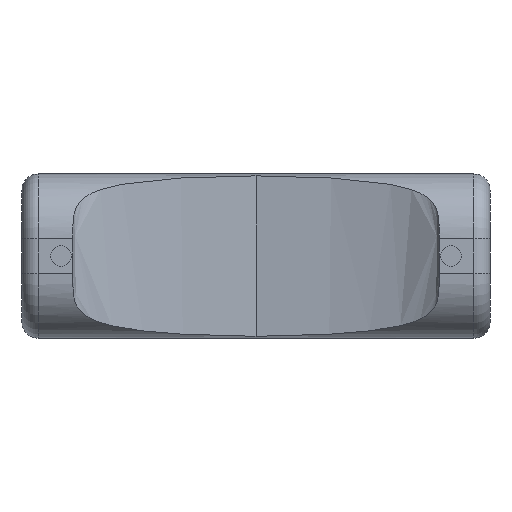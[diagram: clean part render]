
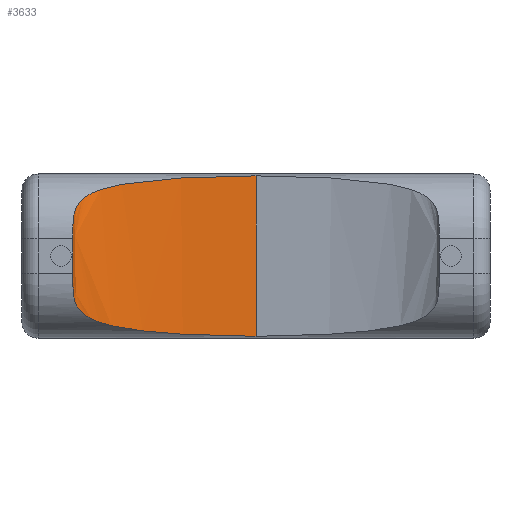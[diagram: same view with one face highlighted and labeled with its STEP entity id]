
A CAD part, front view. The second image highlights one B-rep face of the part: STEP entity #3633.
In plain terms, the highlighted free-form (B-spline) face has degree [3, 1] with [4, 2] control points.
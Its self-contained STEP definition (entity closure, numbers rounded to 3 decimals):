
#9 = CARTESIAN_POINT ( 'NONE',  ( 4.349, 1.217, 0.154 ) ) ;
#34 = CARTESIAN_POINT ( 'NONE',  ( 1.571, 0.016, 1.706 ) ) ;
#55 = ORIENTED_EDGE ( 'NONE', *, *, #2810, .F. ) ;
#58 = CARTESIAN_POINT ( 'NONE',  ( 1.573, 0., 2. ) ) ;
#230 = CARTESIAN_POINT ( 'NONE',  ( 7.24, 1.52, 5.022 ) ) ;
#254 = CARTESIAN_POINT ( 'NONE',  ( 1.679, 0.25, 4.051 ) ) ;
#288 = CARTESIAN_POINT ( 'NONE',  ( 7.24, 1.52, 0.058 ) ) ;
#290 = CARTESIAN_POINT ( 'NONE',  ( 4.917, 1.312, 4.959 ) ) ;
#310 = CARTESIAN_POINT ( 'NONE',  ( 6.656, 1.5, 5.017 ) ) ;
#350 = CARTESIAN_POINT ( 'NONE',  ( 1.573, 0., 1.852 ) ) ;
#398 = CARTESIAN_POINT ( 'NONE',  ( 1.573, 0., 3.08 ) ) ;
#412 = CARTESIAN_POINT ( 'NONE',  ( 1.742, 0.321, 0.907 ) ) ;
#419 = EDGE_LOOP ( 'NONE', ( #3494, #1113, #787, #55 ) ) ;
#435 = CARTESIAN_POINT ( 'NONE',  ( 2.411, 0.692, 0.486 ) ) ;
#478 = CARTESIAN_POINT ( 'NONE',  ( 5.376, 1.499, 0.029 ) ) ;
#543 = FACE_OUTER_BOUND ( 'NONE', #419, .T. ) ;
#573 = CARTESIAN_POINT ( 'NONE',  ( 1.582, 0.08, 3.66 ) ) ;
#631 = CARTESIAN_POINT ( 'NONE',  ( 6.948, 1.517, 5.021 ) ) ;
#680 = CARTESIAN_POINT ( 'NONE',  ( 5.787, 1.422, 0.085 ) ) ;
#720 = CARTESIAN_POINT ( 'NONE',  ( 6.657, 1.5, 0.063 ) ) ;
#776 = CARTESIAN_POINT ( 'NONE',  ( 7.24, 1.52, 5.051 ) ) ;
#787 = ORIENTED_EDGE ( 'NONE', *, *, #1194, .T. ) ;
#850 = VERTEX_POINT ( 'NONE', #398 ) ;
#1010 = DIRECTION ( 'NONE',  ( 0., 0., 1. ) ) ;
#1015 = B_SPLINE_CURVE_WITH_KNOTS ( 'NONE', 3,
 ( #230, #631, #310, #1646, #3886, #290, #3862, #2535, #2261, #3910, #2575, #1322, #1238, #3188, #2220, #254, #2920, #1974, #573, #3538, #4247, #3843 ),
 .UNSPECIFIED., .F., .F.,
 ( 4, 2, 2, 2, 2, 2, 2, 2, 2, 2, 4 ),
 ( 0., 0.001, 0.002, 0.003, 0.004, 0.005, 0.006, 0.006, 0.006, 0.007, 0.007 ),
 .UNSPECIFIED. ) ;
#1056 = CARTESIAN_POINT ( 'NONE',  ( 6.077, 1.453, 0.076 ) ) ;
#1084 = CARTESIAN_POINT ( 'NONE',  ( 2.675, 0.789, 0.407 ) ) ;
#1113 = ORIENTED_EDGE ( 'NONE', *, *, #1273, .T. ) ;
#1179 = VERTEX_POINT ( 'NONE', #4054 ) ;
#1194 = EDGE_CURVE ( 'NONE', #3861, #850, #1015, .T. ) ;
#1238 = CARTESIAN_POINT ( 'NONE',  ( 1.922, 0.454, 4.354 ) ) ;
#1258 = B_SPLINE_SURFACE_WITH_KNOTS ( 'NONE', 3, 1, ( 
 ( #3464, #776 ),
 ( #478, #2893 ),
 ( #3877, #1900 ),
 ( #4173, #2611 ) ),
 .UNSPECIFIED., .F., .F., .F.,
 ( 4, 4 ),
 ( 2, 2 ),
 ( 0., 1. ),
 ( 0., 1. ),
 .UNSPECIFIED. ) ;
#1273 = EDGE_CURVE ( 'NONE', #2683, #3861, #1563, .T. ) ;
#1322 = CARTESIAN_POINT ( 'NONE',  ( 2.035, 0.519, 4.426 ) ) ;
#1368 = CARTESIAN_POINT ( 'NONE',  ( 3.504, 1.029, 0.25 ) ) ;
#1392 = CARTESIAN_POINT ( 'NONE',  ( 2.04, 0.522, 0.65 ) ) ;
#1485 = VECTOR ( 'NONE', #1010, 1000. ) ;
#1563 = LINE ( 'NONE', #4159, #2063 ) ;
#1646 = CARTESIAN_POINT ( 'NONE',  ( 6.075, 1.453, 5.004 ) ) ;
#1692 = CARTESIAN_POINT ( 'NONE',  ( 1.595, 0.129, 1.279 ) ) ;
#1747 = CARTESIAN_POINT ( 'NONE',  ( 1.927, 0.457, 0.722 ) ) ;
#1776 = CARTESIAN_POINT ( 'NONE',  ( 2.812, 0.834, 0.374 ) ) ;
#1900 = CARTESIAN_POINT ( 'NONE',  ( 1.572, 0.859, 5.051 ) ) ;
#1974 = CARTESIAN_POINT ( 'NONE',  ( 1.595, 0.128, 3.799 ) ) ;
#2011 = CARTESIAN_POINT ( 'NONE',  ( 1.573, 0., 0. ) ) ;
#2054 = CARTESIAN_POINT ( 'NONE',  ( 3.225, 0.959, 0.289 ) ) ;
#2063 = VECTOR ( 'NONE', #4224, 1000. ) ;
#2096 = CARTESIAN_POINT ( 'NONE',  ( 1.674, 0.25, 1.021 ) ) ;
#2220 = CARTESIAN_POINT ( 'NONE',  ( 1.745, 0.317, 4.163 ) ) ;
#2261 = CARTESIAN_POINT ( 'NONE',  ( 3.212, 0.955, 4.789 ) ) ;
#2276 = EDGE_CURVE ( 'NONE', #1179, #2683, #2743, .T. ) ;
#2375 = LINE ( 'NONE', #2011, #1485 ) ;
#2535 = CARTESIAN_POINT ( 'NONE',  ( 3.493, 1.027, 4.829 ) ) ;
#2575 = CARTESIAN_POINT ( 'NONE',  ( 2.394, 0.694, 4.603 ) ) ;
#2611 = CARTESIAN_POINT ( 'NONE',  ( 1.573, 0., 5.051 ) ) ;
#2679 = CARTESIAN_POINT ( 'NONE',  ( 4.921, 1.312, 0.12 ) ) ;
#2683 = VERTEX_POINT ( 'NONE', #288 ) ;
#2699 = CARTESIAN_POINT ( 'NONE',  ( 6.948, 1.517, 0.059 ) ) ;
#2723 = CARTESIAN_POINT ( 'NONE',  ( 2.283, 0.639, 0.532 ) ) ;
#2743 = B_SPLINE_CURVE_WITH_KNOTS ( 'NONE', 3,
 ( #58, #350, #34, #3373, #1692, #2096, #412, #1747, #1392, #2723, #435, #1084, #1776, #2054, #1368, #9, #2679, #680, #1056, #720, #2699, #4009 ),
 .UNSPECIFIED., .F., .F.,
 ( 4, 2, 2, 2, 2, 2, 2, 2, 2, 2, 4 ),
 ( 0., 0., 0.001, 0.001, 0.002, 0.002, 0.003, 0.004, 0.005, 0.006, 0.007 ),
 .UNSPECIFIED. ) ;
#2810 = EDGE_CURVE ( 'NONE', #1179, #850, #2375, .T. ) ;
#2893 = CARTESIAN_POINT ( 'NONE',  ( 5.376, 1.499, 5.051 ) ) ;
#2920 = CARTESIAN_POINT ( 'NONE',  ( 1.653, 0.218, 3.991 ) ) ;
#3188 = CARTESIAN_POINT ( 'NONE',  ( 1.785, 0.352, 4.215 ) ) ;
#3373 = CARTESIAN_POINT ( 'NONE',  ( 1.582, 0.081, 1.419 ) ) ;
#3456 = CARTESIAN_POINT ( 'NONE',  ( 7.24, 1.52, 5.022 ) ) ;
#3464 = CARTESIAN_POINT ( 'NONE',  ( 7.24, 1.52, 0.029 ) ) ;
#3494 = ORIENTED_EDGE ( 'NONE', *, *, #2276, .T. ) ;
#3538 = CARTESIAN_POINT ( 'NONE',  ( 1.571, 0.016, 3.374 ) ) ;
#3633 = ADVANCED_FACE ( 'NONE', ( #543 ), #1258, .F. ) ;
#3843 = CARTESIAN_POINT ( 'NONE',  ( 1.573, 0., 3.08 ) ) ;
#3861 = VERTEX_POINT ( 'NONE', #3456 ) ;
#3862 = CARTESIAN_POINT ( 'NONE',  ( 4.342, 1.216, 4.925 ) ) ;
#3877 = CARTESIAN_POINT ( 'NONE',  ( 1.572, 0.859, 0.029 ) ) ;
#3886 = CARTESIAN_POINT ( 'NONE',  ( 5.785, 1.422, 4.995 ) ) ;
#3910 = CARTESIAN_POINT ( 'NONE',  ( 2.663, 0.789, 4.675 ) ) ;
#4009 = CARTESIAN_POINT ( 'NONE',  ( 7.24, 1.52, 0.058 ) ) ;
#4054 = CARTESIAN_POINT ( 'NONE',  ( 1.573, 0., 2. ) ) ;
#4159 = CARTESIAN_POINT ( 'NONE',  ( 7.24, 1.52, 0. ) ) ;
#4173 = CARTESIAN_POINT ( 'NONE',  ( 1.573, 0., 0.029 ) ) ;
#4224 = DIRECTION ( 'NONE',  ( 0., 0., 1. ) ) ;
#4247 = CARTESIAN_POINT ( 'NONE',  ( 1.573, 0., 3.227 ) ) ;
